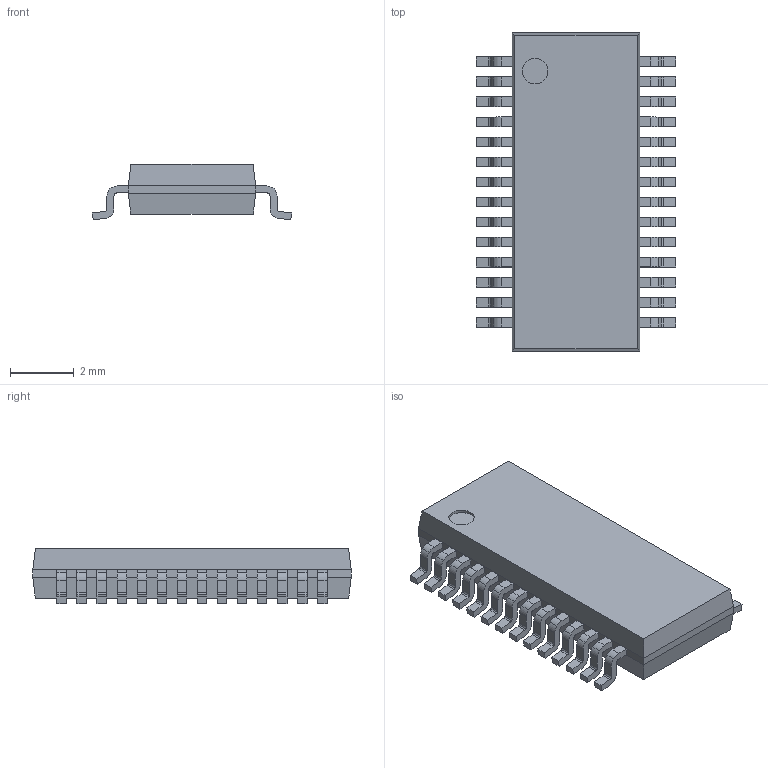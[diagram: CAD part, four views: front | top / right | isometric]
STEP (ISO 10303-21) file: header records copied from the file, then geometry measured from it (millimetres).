
FILE_DESCRIPTION((''),'2;1');
FILE_NAME('SOP63P600X175-28N.stp','2009-12-03T11:50:59',(''),(''),'Mechanical Desktop 2006','Mechanical Desktop 2006',', , ');
FILE_SCHEMA(('AUTOMOTIVE_DESIGN { 1 2 10303 214 0 1 1 1 }'));
Length unit declared in the file: millimetre
Products named in the file (1): Product
Bounding box: 6.25 x 10 x 1.75 mm (x, y, z)
Volume: 64.5 mm3; surface area: 174.1 mm2
Topology: 29 solids, 29 shells, 521 faces, 1378 edges, 916 vertices
Faces by surface type: bspline 252, plane 155, cylinder 114
Entity records: 17701 total; most frequent: CARTESIAN_POINT 5140, ORIENTED_EDGE 2756, DIRECTION 2370, EDGE_CURVE 1378, VECTOR 926, LINE 926, VERTEX_POINT 916, AXIS2_PLACEMENT_3D 722
